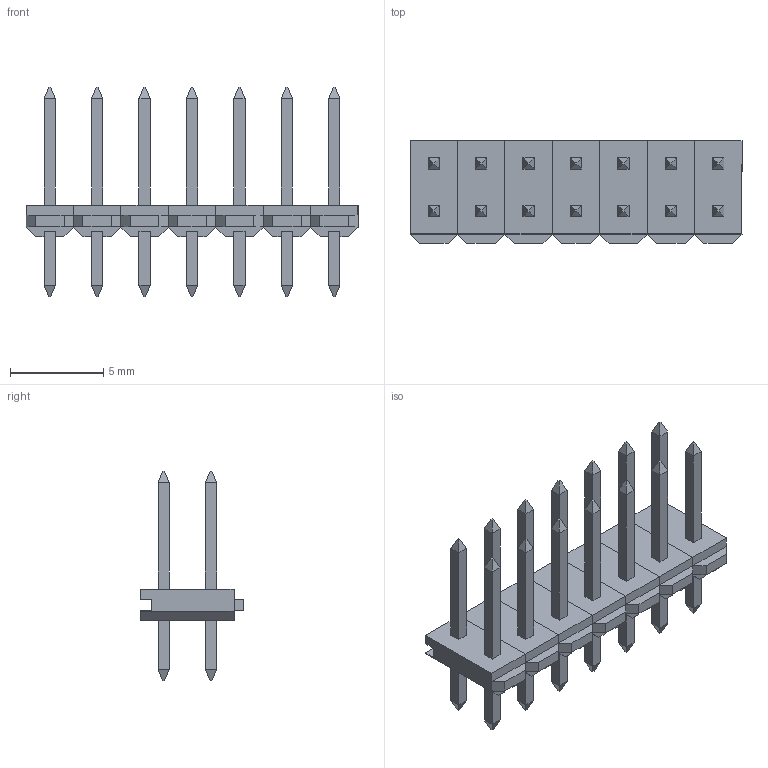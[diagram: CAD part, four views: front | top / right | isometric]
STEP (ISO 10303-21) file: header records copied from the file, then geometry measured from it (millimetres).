
FILE_DESCRIPTION((''),'2;1');
FILE_NAME('COMATEL_389.0358.1.14.400.stp','2010-01-06T10:34:05',(''),(''),'Mechanical Desktop 2006','Mechanical Desktop 2006',', , ');
FILE_SCHEMA(('AUTOMOTIVE_DESIGN { 1 2 10303 214 0 1 1 1 }'));
Length unit declared in the file: millimetre
Products named in the file (1): Product
Bounding box: 17.78 x 5.5 x 11.2 mm (x, y, z)
Volume: 179.3 mm3; surface area: 730 mm2
Topology: 42 solids, 42 shells, 434 faces, 938 edges, 588 vertices
Faces by surface type: plane 434
Entity records: 11397 total; most frequent: CARTESIAN_POINT 1961, ORIENTED_EDGE 1876, DIRECTION 1808, VECTOR 938, LINE 938, EDGE_CURVE 938, VERTEX_POINT 588, AXIS2_PLACEMENT_3D 435
